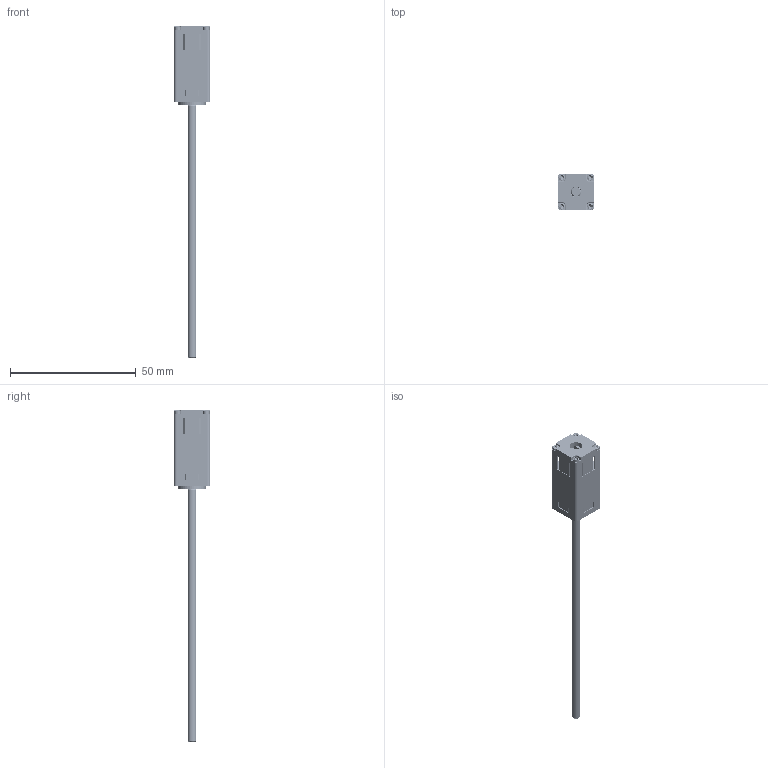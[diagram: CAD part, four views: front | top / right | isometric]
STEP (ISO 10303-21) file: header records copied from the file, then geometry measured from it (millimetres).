
FILE_DESCRIPTION(/* description */ (''),/* implementation_level */ '2;1');
FILE_NAME(/* name */ '零件3.stp',/* time_stamp */ '2022-08-03T09:50:41+08:00',/* author */ ('tao.xu'),/* organization */ (''),/* preprocessor_version */ 'ST-DEVELOPER v18',/* originating_system */ 'Autodesk Inventor 2020',/* authorisation */ '');
FILE_SCHEMA (('CONFIG_CONTROL_DESIGN'));
Products named in the file (1): 零件3
Bounding box: 14.2 x 14.2 x 132.1 mm (x, y, z)
Volume: 5631.3 mm3; surface area: 10924.5 mm2
Topology: 1 solids, 921 shells, 4708 faces, 10067 edges, 7044 vertices
Faces by surface type: plane 2952, cylinder 1732, torus 12, cone 8, sphere 4
Full cylindrical faces by diameter (mm): 0.5 x4, 0.6 x931, 1.25 x4, 1.6 x1, 2 x1, 2.5 x6, 3.5 x1, 4 x5, 4.4 x1, 4.8 x5, 5 x1, 5.2 x3, 5.8 x1, 6.1 x4, 7 x4, 8.4 x1, 9.2 x2, 9.25 x1, 9.6 x1, 9.7 x1, 9.8 x1, 10.3 x1, 11 x1
Entity records: 130236 total; most frequent: DIRECTION 25253, CARTESIAN_POINT 21989, ORIENTED_EDGE 20140, AXIS2_PLACEMENT_3D 10494, EDGE_CURVE 10070, VERTEX_POINT 7044, CIRCLE 5689, EDGE_LOOP 4798
